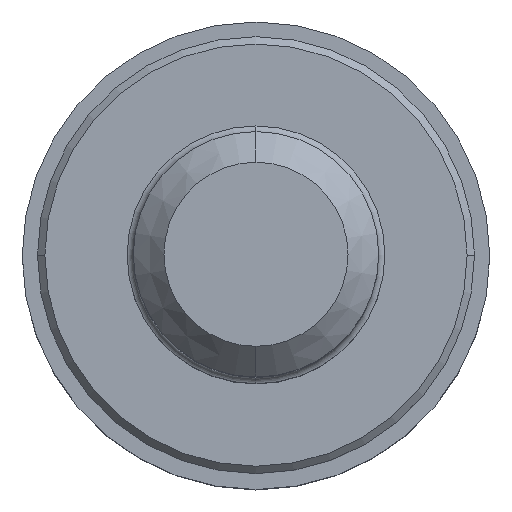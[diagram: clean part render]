
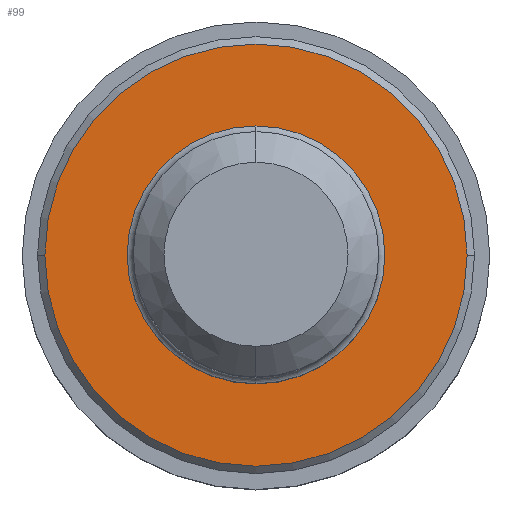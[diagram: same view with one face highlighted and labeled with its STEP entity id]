
A CAD part, top view. The second image highlights one B-rep face of the part: STEP entity #99.
In plain terms, the highlighted planar face has unit normal (0, 0, 1).
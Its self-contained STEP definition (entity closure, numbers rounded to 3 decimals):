
#30=FACE_BOUND('',#176,.T.);
#31=FACE_BOUND('',#177,.T.);
#64=PLANE('',#749);
#99=ADVANCED_FACE('',(#30,#31),#64,.F.);
#176=EDGE_LOOP('',(#270,#271));
#177=EDGE_LOOP('',(#272,#273));
#270=ORIENTED_EDGE('',*,*,#434,.F.);
#271=ORIENTED_EDGE('',*,*,#435,.F.);
#272=ORIENTED_EDGE('',*,*,#430,.F.);
#273=ORIENTED_EDGE('',*,*,#433,.F.);
#371=VERTEX_POINT('',#1290);
#372=VERTEX_POINT('',#1292);
#373=VERTEX_POINT('',#1299);
#374=VERTEX_POINT('',#1300);
#430=EDGE_CURVE('',#371,#372,#503,.T.);
#433=EDGE_CURVE('',#372,#371,#506,.T.);
#434=EDGE_CURVE('',#373,#374,#507,.T.);
#435=EDGE_CURVE('',#374,#373,#508,.T.);
#503=CIRCLE('',#741,5.25);
#506=CIRCLE('',#745,5.25);
#507=CIRCLE('',#747,8.6);
#508=CIRCLE('',#748,8.6);
#741=AXIS2_PLACEMENT_3D('',#1291,#910,#911);
#745=AXIS2_PLACEMENT_3D('',#1296,#918,#919);
#747=AXIS2_PLACEMENT_3D('',#1298,#922,#923);
#748=AXIS2_PLACEMENT_3D('',#1301,#924,#925);
#749=AXIS2_PLACEMENT_3D('',#1302,#926,#927);
#910=DIRECTION('',(0.,0.,1.));
#911=DIRECTION('',(-1.,0.,0.));
#918=DIRECTION('',(0.,0.,1.));
#919=DIRECTION('',(1.,0.,0.));
#922=DIRECTION('',(0.,0.,-1.));
#923=DIRECTION('',(1.,0.,0.));
#924=DIRECTION('',(0.,0.,-1.));
#925=DIRECTION('',(-1.,0.,0.));
#926=DIRECTION('',(0.,0.,-1.));
#927=DIRECTION('',(0.,1.,0.));
#1290=CARTESIAN_POINT('',(-5.25,0.,0.));
#1291=CARTESIAN_POINT('',(0.,0.,0.));
#1292=CARTESIAN_POINT('',(5.25,0.,0.));
#1296=CARTESIAN_POINT('',(0.,0.,0.));
#1298=CARTESIAN_POINT('',(0.,0.,0.));
#1299=CARTESIAN_POINT('',(8.6,0.,0.));
#1300=CARTESIAN_POINT('',(-8.6,0.,0.));
#1301=CARTESIAN_POINT('',(0.,0.,0.));
#1302=CARTESIAN_POINT('',(0.,0.,0.));
